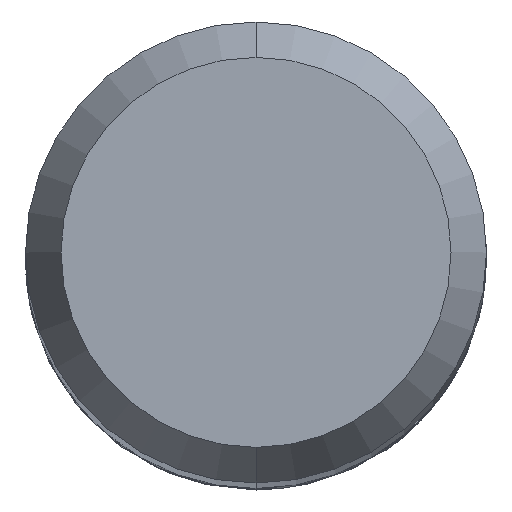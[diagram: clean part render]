
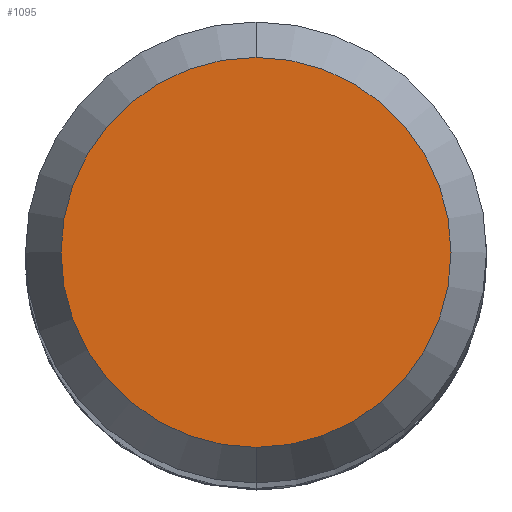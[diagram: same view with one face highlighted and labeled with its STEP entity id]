
A CAD part, top view. The second image highlights one B-rep face of the part: STEP entity #1095.
In plain terms, the highlighted planar face has unit normal (0, 0, 1).
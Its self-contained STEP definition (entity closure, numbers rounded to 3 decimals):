
#573=VERTEX_POINT('',#1541);
#1015=VERTEX_POINT('',#2019);
#1095=ADVANCED_FACE('',(#2107),#2108,.T.);
#1261=EDGE_CURVE('',#1015,#573,#2292,.T.);
#1321=EDGE_CURVE('',#573,#1015,#2355,.T.);
#1541=CARTESIAN_POINT('',(0.,-2.538,0.0));
#2019=CARTESIAN_POINT('',(0.0,2.538,0.0));
#2107=FACE_OUTER_BOUND('',#9081,.T.);
#2108=PLANE('',#9082);
#2292=CIRCLE('',#11030,2.538);
#2355=CIRCLE('',#11595,2.538);
#9081=EDGE_LOOP('',(#13514,#13515));
#9082=AXIS2_PLACEMENT_3D('',#13516,#13517,#13518);
#11030=AXIS2_PLACEMENT_3D('',#13707,#13708,#13709);
#11595=AXIS2_PLACEMENT_3D('',#13751,#13752,#13753);
#13514=ORIENTED_EDGE('',*,*,#1261,.F.);
#13515=ORIENTED_EDGE('',*,*,#1321,.F.);
#13516=CARTESIAN_POINT('',(0.0,1.269,0.0));
#13517=DIRECTION('',(-0.0,0.0,1.0));
#13518=DIRECTION('',(0.0,-1.0,0.0));
#13707=CARTESIAN_POINT('',(0.0,0.0,0.0));
#13708=DIRECTION('',(0.0,0.0,-1.0));
#13709=DIRECTION('',(0.0,1.0,0.0));
#13751=CARTESIAN_POINT('',(0.0,0.0,0.0));
#13752=DIRECTION('',(0.0,0.0,-1.0));
#13753=DIRECTION('',(0.0,1.0,0.0));
